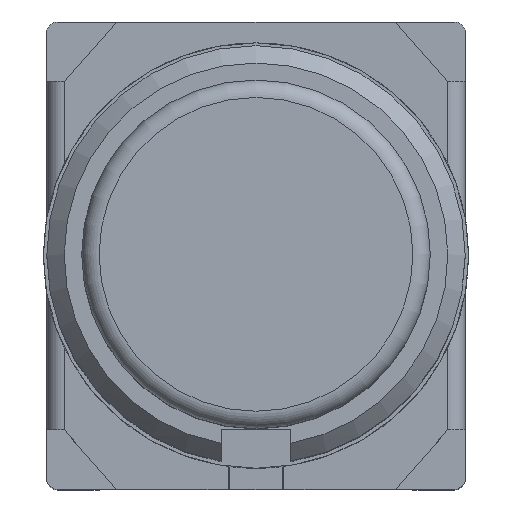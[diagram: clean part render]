
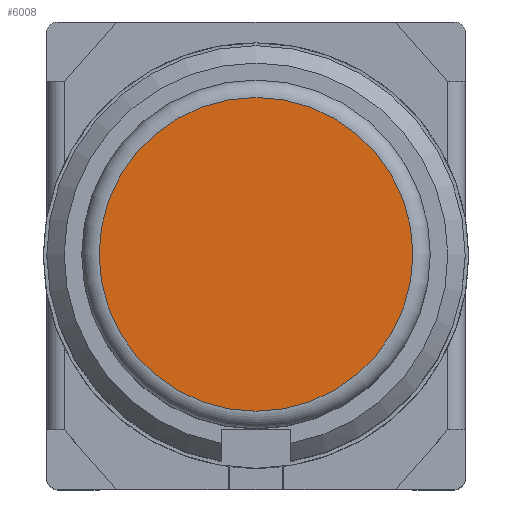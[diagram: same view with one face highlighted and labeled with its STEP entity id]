
A CAD part, top view. The second image highlights one B-rep face of the part: STEP entity #6008.
In plain terms, the highlighted planar face has unit normal (0, 0, 1).
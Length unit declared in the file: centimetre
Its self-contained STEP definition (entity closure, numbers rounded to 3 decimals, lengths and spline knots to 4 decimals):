
#56=PLANE('',#6364);
#1835=FACE_OUTER_BOUND('',#2173,.T.);
#2173=EDGE_LOOP('',(#4191));
#2524=CIRCLE('',#6361,0.45);
#2687=VERTEX_POINT('',#8663);
#3274=EDGE_CURVE('',#2687,#2687,#2524,.T.);
#4191=ORIENTED_EDGE('',*,*,#3274,.F.);
#6008=ADVANCED_FACE('',(#1835),#56,.F.);
#6361=AXIS2_PLACEMENT_3D('',#8665,#6892,#6893);
#6364=AXIS2_PLACEMENT_3D('',#8670,#6899,#6900);
#6892=DIRECTION('center_axis',(0.,0.,
-1.));
#6893=DIRECTION('ref_axis',(1.,0.,0.));
#6899=DIRECTION('center_axis',(0.,0.,
-1.));
#6900=DIRECTION('ref_axis',(1.,0.,0.));
#8663=CARTESIAN_POINT('',(-0.45,0.,3.23));
#8665=CARTESIAN_POINT('Origin',(0.,0.,
3.23));
#8670=CARTESIAN_POINT('Origin',(0.,0.,
3.23));
